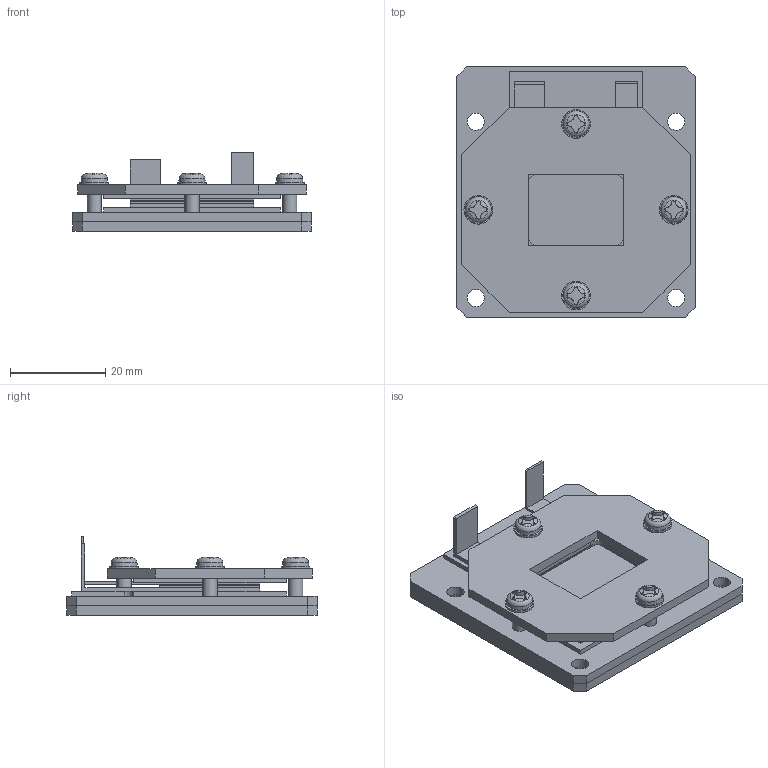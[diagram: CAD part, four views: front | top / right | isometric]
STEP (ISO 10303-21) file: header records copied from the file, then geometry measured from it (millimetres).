
FILE_DESCRIPTION(/* description */ (''),/* implementation_level */ '2;1');
FILE_NAME(/* name */ 'RB-R10X0012(M-1J1R).stp',/* time_stamp */ '2023-02-09T09:00:35+09:00',/* author */ ('Moriguchi.Ryohei'),/* organization */ (''),/* preprocessor_version */ 'ST-DEVELOPER v17',/* originating_system */ 'Autodesk Inventor 2019',/* authorisation */ '');
FILE_SCHEMA (('AUTOMOTIVE_DESIGN { 1 0 10303 214 3 1 1 }'));
Length unit declared in the file: millimetre
Products named in the file (1): RB-R10X0012(M-1J1R)_アセンブリ_Shrink
wrap_2
Bounding box: 50 x 52.5 x 16.5 mm (x, y, z)
Volume: 14880.9 mm3; surface area: 11687.3 mm2
Topology: 1 solids, 1 shells, 232 faces, 586 edges, 388 vertices
Faces by surface type: plane 157, cylinder 63, sphere 4, torus 4, cone 4
Full cylindrical faces by diameter (mm): 3 x8, 3.5 x1, 3.6 x12, 4 x8, 6 x4
Entity records: 7437 total; most frequent: CARTESIAN_POINT 1351, DIRECTION 1231, ORIENTED_EDGE 1172, EDGE_CURVE 586, AXIS2_PLACEMENT_3D 428, VERTEX_POINT 388, LINE 375, VECTOR 375
